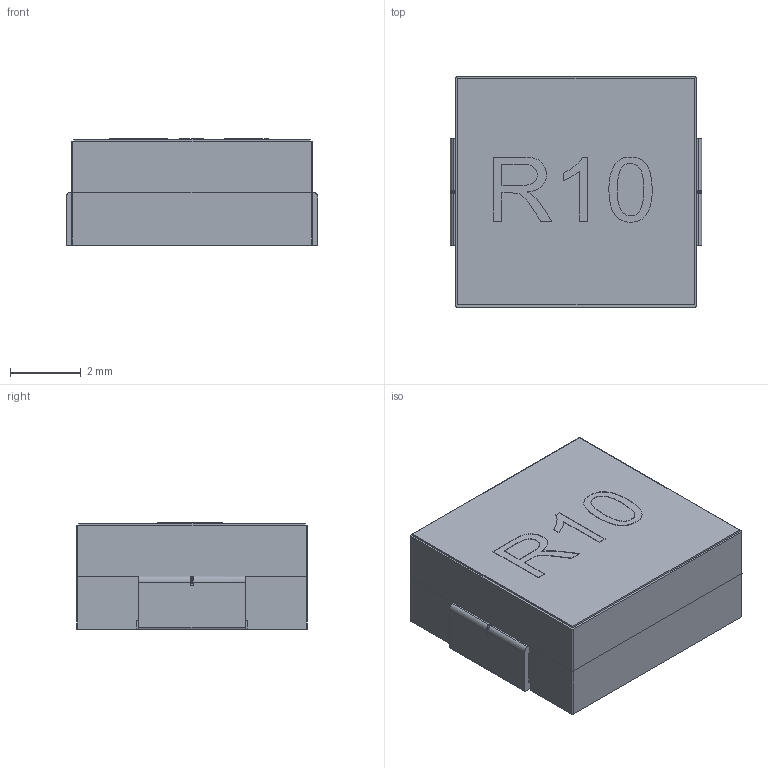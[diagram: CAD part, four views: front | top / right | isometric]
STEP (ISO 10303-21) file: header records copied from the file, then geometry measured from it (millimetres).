
FILE_DESCRIPTION( ('This file contains a STEP AP42 implementation' ,'as created by ZW3D STEP Interface translator.') ,'2;1' );
FILE_NAME( 'MHE0630R10-F.stp' ,'201116.135356', (''), ('ZWCAD Software Co.'), 'Version 1.0', 'ZW3D to STEP translator', '' );
FILE_SCHEMA( ('CONFIG_CONTROL_DESIGN') );
Length unit declared in the file: millimetre
Products named in the file (1): 0
Bounding box: 7.1 x 6.5 x 3 mm (x, y, z)
Volume: 134 mm3; surface area: 310 mm2
Topology: 7 solids, 7 shells, 125 faces, 314 edges, 204 vertices
Faces by surface type: bspline 125
Entity records: 3538 total; most frequent: CARTESIAN_POINT 1616, ORIENTED_EDGE 628, EDGE_CURVE 314, B_SPLINE_CURVE_WITH_KNOTS 266, VERTEX_POINT 204, EDGE_LOOP 130, FACE_OUTER_BOUND 125, ADVANCED_FACE 125
